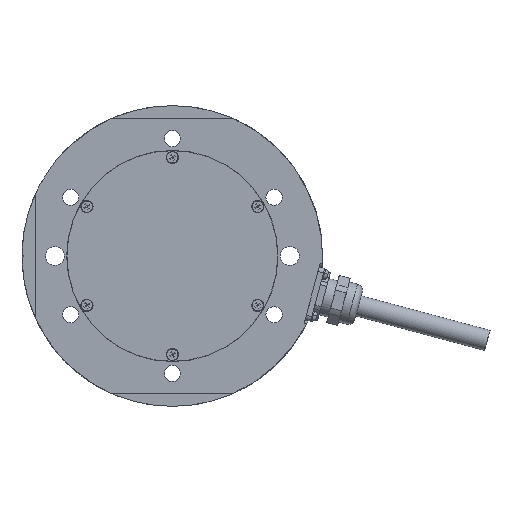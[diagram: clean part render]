
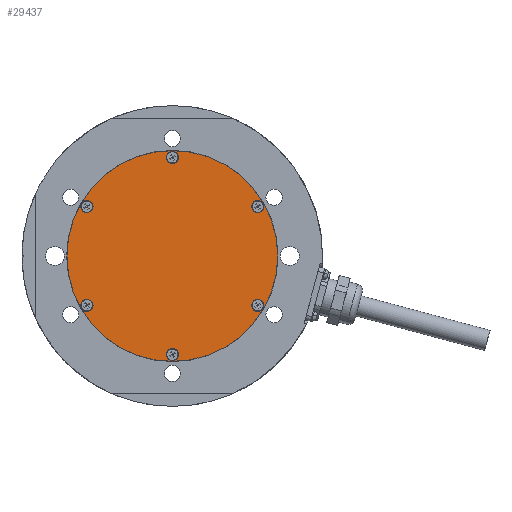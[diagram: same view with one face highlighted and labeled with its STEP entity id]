
A CAD part, front view. The second image highlights one B-rep face of the part: STEP entity #29437.
In plain terms, the highlighted planar face has unit normal (0, -1, 0).
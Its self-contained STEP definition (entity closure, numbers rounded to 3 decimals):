
#656 = CIRCLE ( 'NONE', #41713, 3.25 ) ;
#1117 = AXIS2_PLACEMENT_3D ( 'NONE', #5938, #38704, #10605 ) ;
#1708 = CARTESIAN_POINT ( 'NONE',  ( 45.466, -34.5, -26.25 ) ) ;
#2530 = ORIENTED_EDGE ( 'NONE', *, *, #50660, .F. ) ;
#3169 = EDGE_LOOP ( 'NONE', ( #56576, #2530 ) ) ;
#3187 = CARTESIAN_POINT ( 'NONE',  ( 0., -34.5, -52.5 ) ) ;
#3659 = DIRECTION ( 'NONE',  ( 0., -1., 0. ) ) ;
#3823 = ORIENTED_EDGE ( 'NONE', *, *, #17726, .F. ) ;
#3959 = DIRECTION ( 'NONE',  ( 0., -1., 0. ) ) ;
#4060 = VERTEX_POINT ( 'NONE', #51407 ) ;
#4278 = DIRECTION ( 'NONE',  ( -1., 0., 0. ) ) ;
#4569 = DIRECTION ( 'NONE',  ( 0., -1., 0. ) ) ;
#5015 = AXIS2_PLACEMENT_3D ( 'NONE', #6366, #39145, #11067 ) ;
#5663 = EDGE_CURVE ( 'NONE', #13351, #15137, #31829, .T. ) ;
#5938 = CARTESIAN_POINT ( 'NONE',  ( 0., -34.5, 52.5 ) ) ;
#5972 = EDGE_CURVE ( 'NONE', #7862, #25607, #54366, .T. ) ;
#6366 = CARTESIAN_POINT ( 'NONE',  ( 45.466, -34.5, -26.25 ) ) ;
#6391 = DIRECTION ( 'NONE',  ( -1., 0., 0. ) ) ;
#6680 = CARTESIAN_POINT ( 'NONE',  ( -42.216, -34.5, -26.25 ) ) ;
#6815 = CARTESIAN_POINT ( 'NONE',  ( 0., -34.5, 52.5 ) ) ;
#7083 = CARTESIAN_POINT ( 'NONE',  ( 0., -34.5, -52.5 ) ) ;
#7671 = FACE_BOUND ( 'NONE', #26283, .T. ) ;
#7862 = VERTEX_POINT ( 'NONE', #6680 ) ;
#7865 = DIRECTION ( 'NONE',  ( -1., 0., 0. ) ) ;
#9329 = CIRCLE ( 'NONE', #10723, 3.25 ) ;
#9529 = EDGE_CURVE ( 'NONE', #25607, #7862, #37466, .T. ) ;
#9986 = CIRCLE ( 'NONE', #53256, 3.25 ) ;
#10605 = DIRECTION ( 'NONE',  ( -1., 0., 0. ) ) ;
#10723 = AXIS2_PLACEMENT_3D ( 'NONE', #60291, #32373, #4278 ) ;
#11067 = DIRECTION ( 'NONE',  ( -1., 0., 0. ) ) ;
#11468 = DIRECTION ( 'NONE',  ( -1., 0., 0. ) ) ;
#11741 = DIRECTION ( 'NONE',  ( -1., 0., 0. ) ) ;
#12023 = AXIS2_PLACEMENT_3D ( 'NONE', #31745, #3659, #36435 ) ;
#12112 = EDGE_CURVE ( 'NONE', #17059, #38376, #656, .T. ) ;
#13351 = VERTEX_POINT ( 'NONE', #45382 ) ;
#13749 = PLANE ( 'NONE',  #16410 ) ;
#14216 = CARTESIAN_POINT ( 'NONE',  ( 0., -34.5, 0. ) ) ;
#14478 = EDGE_LOOP ( 'NONE', ( #45482, #3823 ) ) ;
#15137 = VERTEX_POINT ( 'NONE', #32670 ) ;
#15728 = CARTESIAN_POINT ( 'NONE',  ( 3.25, -34.5, -52.5 ) ) ;
#16388 = EDGE_LOOP ( 'NONE', ( #35141, #30812 ) ) ;
#16410 = AXIS2_PLACEMENT_3D ( 'NONE', #18496, #4569, #37343 ) ;
#17040 = CIRCLE ( 'NONE', #1117, 3.25 ) ;
#17059 = VERTEX_POINT ( 'NONE', #22685 ) ;
#17726 = EDGE_CURVE ( 'NONE', #4060, #23018, #18307, .T. ) ;
#18009 = DIRECTION ( 'NONE',  ( 0., -1., 0. ) ) ;
#18307 = CIRCLE ( 'NONE', #5015, 3.25 ) ;
#18496 = CARTESIAN_POINT ( 'NONE',  ( 0., -34.5, 0. ) ) ;
#18877 = EDGE_CURVE ( 'NONE', #15137, #13351, #25570, .T. ) ;
#18961 = DIRECTION ( 'NONE',  ( -1., 0., 0. ) ) ;
#19669 = AXIS2_PLACEMENT_3D ( 'NONE', #24245, #56837, #28937 ) ;
#19729 = CARTESIAN_POINT ( 'NONE',  ( 42.216, -34.5, 26.25 ) ) ;
#19890 = AXIS2_PLACEMENT_3D ( 'NONE', #22010, #54638, #26719 ) ;
#20321 = EDGE_CURVE ( 'NONE', #23018, #4060, #9986, .T. ) ;
#20719 = CARTESIAN_POINT ( 'NONE',  ( 45.466, -34.5, 26.25 ) ) ;
#21047 = AXIS2_PLACEMENT_3D ( 'NONE', #14216, #46946, #18961 ) ;
#21607 = FACE_BOUND ( 'NONE', #14478, .T. ) ;
#22010 = CARTESIAN_POINT ( 'NONE',  ( -45.466, -34.5, -26.25 ) ) ;
#22685 = CARTESIAN_POINT ( 'NONE',  ( -3.25, -34.5, 52.5 ) ) ;
#23018 = VERTEX_POINT ( 'NONE', #41539 ) ;
#23143 = VERTEX_POINT ( 'NONE', #33157 ) ;
#23367 = AXIS2_PLACEMENT_3D ( 'NONE', #32042, #3959, #36744 ) ;
#24245 = CARTESIAN_POINT ( 'NONE',  ( -45.466, -34.5, -26.25 ) ) ;
#25433 = DIRECTION ( 'NONE',  ( -1., 0., 0. ) ) ;
#25570 = CIRCLE ( 'NONE', #39198, 56.1 ) ;
#25607 = VERTEX_POINT ( 'NONE', #38231 ) ;
#26283 = EDGE_LOOP ( 'NONE', ( #46280, #28090 ) ) ;
#26719 = DIRECTION ( 'NONE',  ( -1., 0., 0. ) ) ;
#27059 = ORIENTED_EDGE ( 'NONE', *, *, #5972, .F. ) ;
#28090 = ORIENTED_EDGE ( 'NONE', *, *, #47343, .F. ) ;
#28937 = DIRECTION ( 'NONE',  ( -1., 0., 0. ) ) ;
#29437 = ADVANCED_FACE ( 'NONE', ( #57364, #21607, #7671, #55900, #44980, #43509, #31139 ), #13749, .T. ) ;
#30812 = ORIENTED_EDGE ( 'NONE', *, *, #18877, .T. ) ;
#31139 = FACE_OUTER_BOUND ( 'NONE', #16388, .T. ) ;
#31745 = CARTESIAN_POINT ( 'NONE',  ( 45.466, -34.5, 26.25 ) ) ;
#31829 = CIRCLE ( 'NONE', #21047, 56.1 ) ;
#32042 = CARTESIAN_POINT ( 'NONE',  ( -45.466, -34.5, 26.25 ) ) ;
#32373 = DIRECTION ( 'NONE',  ( 0., -1., 0. ) ) ;
#32625 = ORIENTED_EDGE ( 'NONE', *, *, #36593, .F. ) ;
#32670 = CARTESIAN_POINT ( 'NONE',  ( -56.1, -34.5, 0. ) ) ;
#33157 = CARTESIAN_POINT ( 'NONE',  ( -3.25, -34.5, -52.5 ) ) ;
#34494 = DIRECTION ( 'NONE',  ( 0., -1., 0. ) ) ;
#35032 = VERTEX_POINT ( 'NONE', #46070 ) ;
#35132 = CIRCLE ( 'NONE', #36318, 3.25 ) ;
#35141 = ORIENTED_EDGE ( 'NONE', *, *, #5663, .T. ) ;
#35780 = VERTEX_POINT ( 'NONE', #47405 ) ;
#35967 = DIRECTION ( 'NONE',  ( 0., -1., 0. ) ) ;
#36318 = AXIS2_PLACEMENT_3D ( 'NONE', #3187, #35967, #7865 ) ;
#36435 = DIRECTION ( 'NONE',  ( -1., 0., 0. ) ) ;
#36593 = EDGE_CURVE ( 'NONE', #35780, #35032, #9329, .T. ) ;
#36744 = DIRECTION ( 'NONE',  ( -1., 0., 0. ) ) ;
#37343 = DIRECTION ( 'NONE',  ( -1., 0., 0. ) ) ;
#37466 = CIRCLE ( 'NONE', #19669, 3.25 ) ;
#38231 = CARTESIAN_POINT ( 'NONE',  ( -48.716, -34.5, -26.25 ) ) ;
#38376 = VERTEX_POINT ( 'NONE', #50794 ) ;
#38704 = DIRECTION ( 'NONE',  ( 0., -1., 0. ) ) ;
#38876 = ORIENTED_EDGE ( 'NONE', *, *, #40597, .F. ) ;
#39145 = DIRECTION ( 'NONE',  ( 0., -1., 0. ) ) ;
#39198 = AXIS2_PLACEMENT_3D ( 'NONE', #46004, #18009, #50691 ) ;
#39542 = ORIENTED_EDGE ( 'NONE', *, *, #46265, .F. ) ;
#39575 = DIRECTION ( 'NONE',  ( 0., -1., 0. ) ) ;
#39836 = DIRECTION ( 'NONE',  ( 0., -1., 0. ) ) ;
#40597 = EDGE_CURVE ( 'NONE', #44684, #23143, #60180, .T. ) ;
#41024 = VERTEX_POINT ( 'NONE', #19729 ) ;
#41539 = CARTESIAN_POINT ( 'NONE',  ( 42.216, -34.5, -26.25 ) ) ;
#41713 = AXIS2_PLACEMENT_3D ( 'NONE', #6815, #39575, #11468 ) ;
#42204 = CIRCLE ( 'NONE', #12023, 3.25 ) ;
#43278 = CARTESIAN_POINT ( 'NONE',  ( 48.716, -34.5, 26.25 ) ) ;
#43509 = FACE_BOUND ( 'NONE', #46338, .T. ) ;
#43807 = AXIS2_PLACEMENT_3D ( 'NONE', #7083, #39836, #11741 ) ;
#44093 = EDGE_LOOP ( 'NONE', ( #39542, #38876 ) ) ;
#44684 = VERTEX_POINT ( 'NONE', #15728 ) ;
#44980 = FACE_BOUND ( 'NONE', #56238, .T. ) ;
#45382 = CARTESIAN_POINT ( 'NONE',  ( 56.1, -34.5, 0. ) ) ;
#45482 = ORIENTED_EDGE ( 'NONE', *, *, #20321, .F. ) ;
#46004 = CARTESIAN_POINT ( 'NONE',  ( 0., -34.5, 0. ) ) ;
#46070 = CARTESIAN_POINT ( 'NONE',  ( -42.216, -34.5, 26.25 ) ) ;
#46265 = EDGE_CURVE ( 'NONE', #23143, #44684, #35132, .T. ) ;
#46280 = ORIENTED_EDGE ( 'NONE', *, *, #49565, .F. ) ;
#46338 = EDGE_LOOP ( 'NONE', ( #52351, #27059 ) ) ;
#46946 = DIRECTION ( 'NONE',  ( 0., -1., 0. ) ) ;
#47343 = EDGE_CURVE ( 'NONE', #56971, #41024, #49610, .T. ) ;
#47405 = CARTESIAN_POINT ( 'NONE',  ( -48.716, -34.5, 26.25 ) ) ;
#48424 = AXIS2_PLACEMENT_3D ( 'NONE', #20719, #53349, #25433 ) ;
#49565 = EDGE_CURVE ( 'NONE', #41024, #56971, #42204, .T. ) ;
#49610 = CIRCLE ( 'NONE', #48424, 3.25 ) ;
#50660 = EDGE_CURVE ( 'NONE', #38376, #17059, #17040, .T. ) ;
#50691 = DIRECTION ( 'NONE',  ( -1., 0., 0. ) ) ;
#50794 = CARTESIAN_POINT ( 'NONE',  ( 3.25, -34.5, 52.5 ) ) ;
#51407 = CARTESIAN_POINT ( 'NONE',  ( 48.716, -34.5, -26.25 ) ) ;
#52351 = ORIENTED_EDGE ( 'NONE', *, *, #9529, .F. ) ;
#53256 = AXIS2_PLACEMENT_3D ( 'NONE', #1708, #34494, #6391 ) ;
#53349 = DIRECTION ( 'NONE',  ( 0., -1., 0. ) ) ;
#54366 = CIRCLE ( 'NONE', #19890, 3.25 ) ;
#54638 = DIRECTION ( 'NONE',  ( 0., -1., 0. ) ) ;
#55900 = FACE_BOUND ( 'NONE', #3169, .T. ) ;
#56238 = EDGE_LOOP ( 'NONE', ( #32625, #59651 ) ) ;
#56576 = ORIENTED_EDGE ( 'NONE', *, *, #12112, .F. ) ;
#56837 = DIRECTION ( 'NONE',  ( 0., -1., 0. ) ) ;
#56971 = VERTEX_POINT ( 'NONE', #43278 ) ;
#57311 = CIRCLE ( 'NONE', #23367, 3.25 ) ;
#57364 = FACE_BOUND ( 'NONE', #44093, .T. ) ;
#58418 = EDGE_CURVE ( 'NONE', #35032, #35780, #57311, .T. ) ;
#59651 = ORIENTED_EDGE ( 'NONE', *, *, #58418, .F. ) ;
#60180 = CIRCLE ( 'NONE', #43807, 3.25 ) ;
#60291 = CARTESIAN_POINT ( 'NONE',  ( -45.466, -34.5, 26.25 ) ) ;
